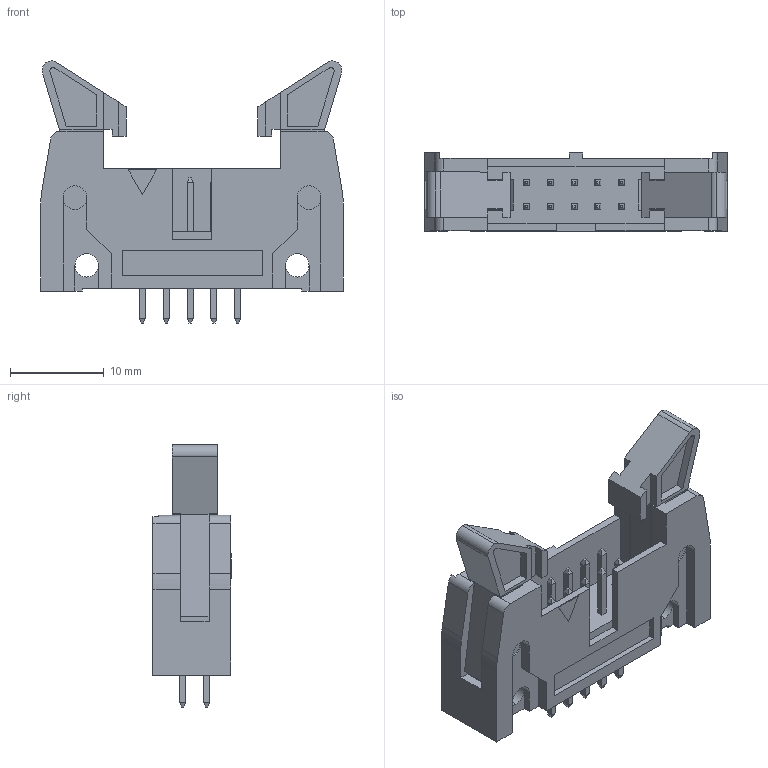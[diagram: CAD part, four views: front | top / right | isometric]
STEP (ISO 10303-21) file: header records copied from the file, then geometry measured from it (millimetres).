
FILE_DESCRIPTION(('STEP AP242'),'1');
FILE_NAME('61201022021.stp','2022-06-09T14:34:34',('TraceParts'),('TraceParts S.A.'),'Spatial InterOp 3D',' ',' ');
FILE_SCHEMA(('AP242_MANAGED_MODEL_BASED_3D_ENGINEERING_MIM_LF {1 0 10303 442 1 1 4}'));
Length unit declared in the file: millimetre
Products named in the file (1): 61201022021_1
Bounding box: 32.2 x 8.31 x 27.9 mm (x, y, z)
Volume: 2492.1 mm3; surface area: 4178.9 mm2
Topology: 13 solids, 13 shells, 433 faces, 1173 edges, 758 vertices
Faces by surface type: plane 379, cylinder 54
Entity records: 13637 total; most frequent: CARTESIAN_POINT 2377, ORIENTED_EDGE 2346, DIRECTION 2223, EDGE_CURVE 1173, LINE 1015, VECTOR 1015, VERTEX_POINT 758, AXIS2_PLACEMENT_3D 604
